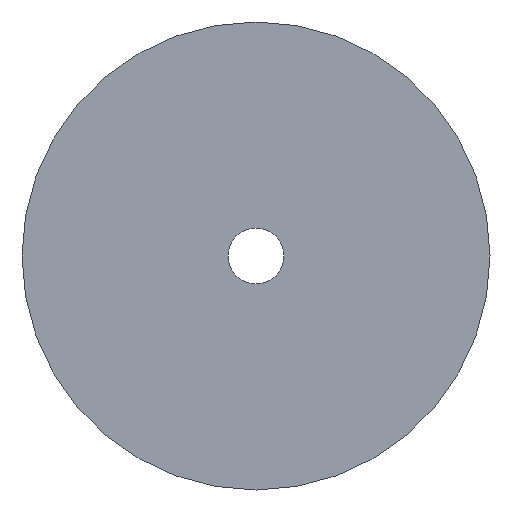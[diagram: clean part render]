
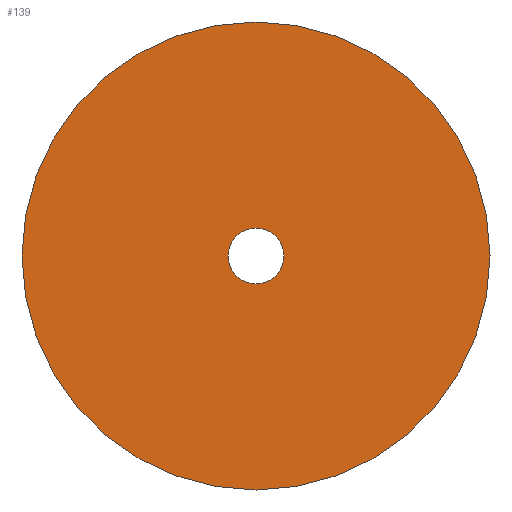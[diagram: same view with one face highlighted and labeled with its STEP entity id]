
A CAD part, front view. The second image highlights one B-rep face of the part: STEP entity #139.
In plain terms, the highlighted planar face has unit normal (0, -1, 0).
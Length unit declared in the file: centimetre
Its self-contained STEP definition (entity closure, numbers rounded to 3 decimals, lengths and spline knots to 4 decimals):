
#14 = AXIS2_PLACEMENT_3D ( 'NONE', #312, #144, #337 ) ;
#19 = ORIENTED_EDGE ( 'NONE', *, *, #79, .T. ) ;
#33 = CARTESIAN_POINT ( 'NONE',  ( 0., -0.5, 0. ) ) ;
#36 = DIRECTION ( 'NONE',  ( 0., 1., 0. ) ) ;
#37 = CIRCLE ( 'NONE', #50, 4. ) ;
#50 = AXIS2_PLACEMENT_3D ( 'NONE', #33, #148, #121 ) ;
#75 = EDGE_CURVE ( 'NONE', #347, #187, #224, .T. ) ;
#78 = DIRECTION ( 'NONE',  ( 0., 1., 0. ) ) ;
#79 = EDGE_CURVE ( 'NONE', #187, #347, #208, .T. ) ;
#89 = CARTESIAN_POINT ( 'NONE',  ( 0., -0.5, 4. ) ) ;
#93 = CARTESIAN_POINT ( 'NONE',  ( 0., -0.5, 0. ) ) ;
#96 = AXIS2_PLACEMENT_3D ( 'NONE', #219, #78, #302 ) ;
#97 = VERTEX_POINT ( 'NONE', #89 ) ;
#100 = EDGE_CURVE ( 'NONE', #356, #97, #37, .T. ) ;
#108 = CARTESIAN_POINT ( 'NONE',  ( 0., -0.5, -4. ) ) ;
#109 = EDGE_CURVE ( 'NONE', #97, #356, #299, .T. ) ;
#116 = AXIS2_PLACEMENT_3D ( 'NONE', #243, #194, #167 ) ;
#117 = CARTESIAN_POINT ( 'NONE',  ( 0., -0.5, -0.4763 ) ) ;
#121 = DIRECTION ( 'NONE',  ( 0., 0., 1. ) ) ;
#139 = ADVANCED_FACE ( 'NONE', ( #282, #342 ), #309, .F. ) ;
#144 = DIRECTION ( 'NONE',  ( 0., 1., 0. ) ) ;
#148 = DIRECTION ( 'NONE',  ( 0., 1., 0. ) ) ;
#149 = DIRECTION ( 'NONE',  ( 0., 0., 1. ) ) ;
#167 = DIRECTION ( 'NONE',  ( 0., 0., 1. ) ) ;
#187 = VERTEX_POINT ( 'NONE', #117 ) ;
#192 = ORIENTED_EDGE ( 'NONE', *, *, #75, .T. ) ;
#194 = DIRECTION ( 'NONE',  ( 0., 1., 0. ) ) ;
#208 = CIRCLE ( 'NONE', #96, 0.4763 ) ;
#219 = CARTESIAN_POINT ( 'NONE',  ( 0., -0.5, 0. ) ) ;
#224 = CIRCLE ( 'NONE', #116, 0.4763 ) ;
#243 = CARTESIAN_POINT ( 'NONE',  ( 0., -0.5, 0. ) ) ;
#248 = ORIENTED_EDGE ( 'NONE', *, *, #100, .F. ) ;
#260 = CARTESIAN_POINT ( 'NONE',  ( 0., -0.5, 0.4763 ) ) ;
#268 = ORIENTED_EDGE ( 'NONE', *, *, #109, .F. ) ;
#282 = FACE_BOUND ( 'NONE', #357, .T. ) ;
#299 = CIRCLE ( 'NONE', #14, 4. ) ;
#302 = DIRECTION ( 'NONE',  ( 0., 0., 1. ) ) ;
#309 = PLANE ( 'NONE',  #310 ) ;
#310 = AXIS2_PLACEMENT_3D ( 'NONE', #93, #36, #149 ) ;
#312 = CARTESIAN_POINT ( 'NONE',  ( 0., -0.5, 0. ) ) ;
#321 = EDGE_LOOP ( 'NONE', ( #268, #248 ) ) ;
#337 = DIRECTION ( 'NONE',  ( 0., 0., 1. ) ) ;
#342 = FACE_OUTER_BOUND ( 'NONE', #321, .T. ) ;
#347 = VERTEX_POINT ( 'NONE', #260 ) ;
#356 = VERTEX_POINT ( 'NONE', #108 ) ;
#357 = EDGE_LOOP ( 'NONE', ( #192, #19 ) ) ;
